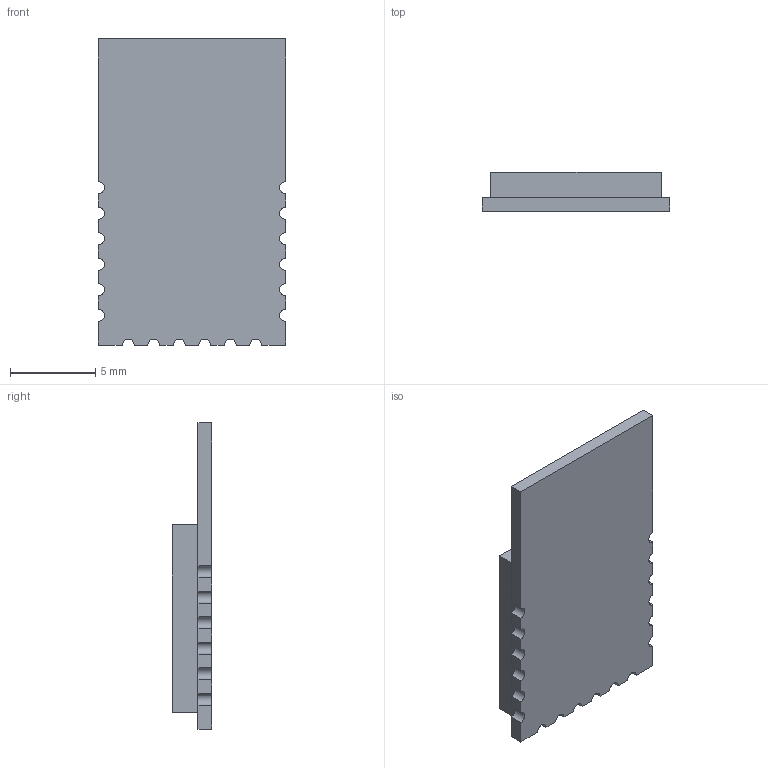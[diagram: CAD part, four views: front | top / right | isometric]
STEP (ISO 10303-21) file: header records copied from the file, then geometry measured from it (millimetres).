
FILE_DESCRIPTION (( 'STEP AP214' ), '1' );
FILE_NAME ('XLW-BLE105U.STEP', '2025-01-15T07:09:39', ( '' ), ( '' ), 'SwSTEP 2.0', 'SolidWorks 2022', '' );
FILE_SCHEMA (( 'AUTOMOTIVE_DESIGN' ));
Length unit declared in the file: millimetre
Products named in the file (1): XLW-BLE105U
Bounding box: 11 x 2.3 x 18 mm (x, y, z)
Volume: 320.6 mm3; surface area: 504.2 mm2
Topology: 1 solids, 1 shells, 48 faces, 135 edges, 90 vertices
Faces by surface type: plane 29, cylinder 19
Entity records: 1910 total; most frequent: CARTESIAN_POINT 274, DIRECTION 271, ORIENTED_EDGE 270, EDGE_CURVE 135, VECTOR 97, LINE 97, VERTEX_POINT 90, AXIS2_PLACEMENT_3D 87
